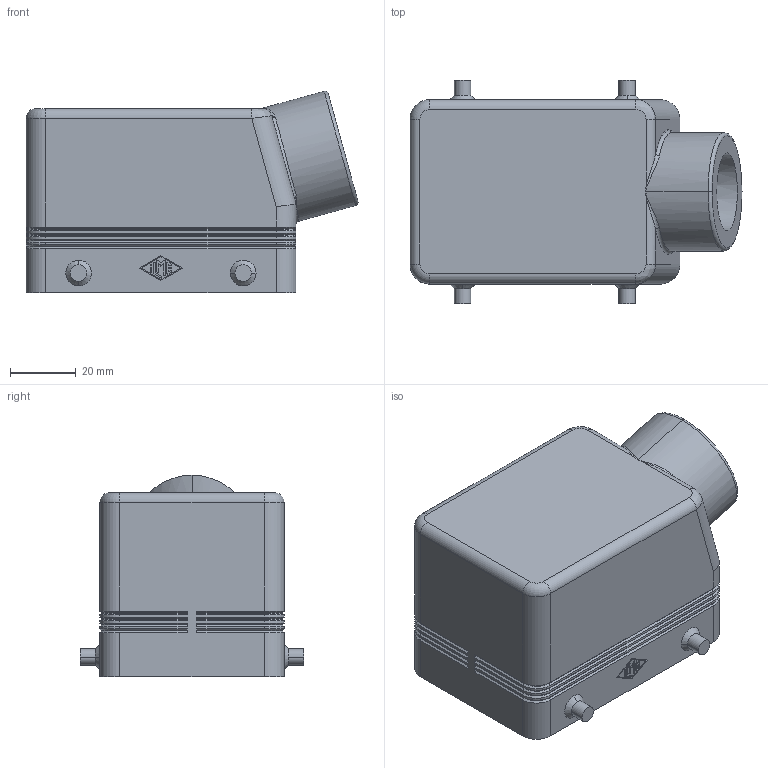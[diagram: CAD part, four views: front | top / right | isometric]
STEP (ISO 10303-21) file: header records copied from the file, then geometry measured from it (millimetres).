
FILE_DESCRIPTION(('Creo Elements/Direct Modeling STEP Export'),'2;1');
FILE_NAME('CHOT_50_5.stp','2012-12-19T 8:26:53',(''),(''),'Creo Elements/Direct Modeling STEP processor for AP214 (Solid Model)','Creo Elements/Direct Modeling 18.0B 02-Dec-2011 (C) Parametric Technology GmbH','');
FILE_SCHEMA(('AUTOMOTIVE_DESIGN { 1 0 10303 214 1 1 1 1 }'));
Length unit declared in the file: millimetre
Products named in the file (1): MSBO7385
Bounding box: 100.88 x 68 x 61.28 mm (x, y, z)
Volume: 78492.8 mm3; surface area: 41500.1 mm2
Topology: 1 solids, 1 shells, 372 faces, 930 edges, 571 vertices
Faces by surface type: plane 183, cylinder 117, cone 58, bspline 8, torus 6
Entity records: 14007 total; most frequent: CARTESIAN_POINT 2481, ORIENTED_EDGE 1828, DIRECTION 1717, EDGE_CURVE 914, VECTOR 585, LINE 585, VERTEX_POINT 571, AXIS2_PLACEMENT_3D 566
